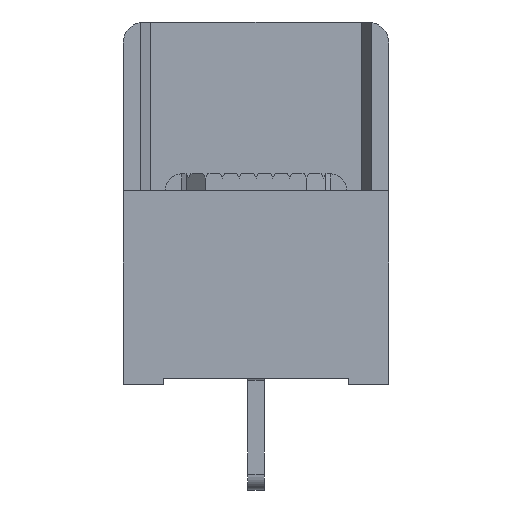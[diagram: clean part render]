
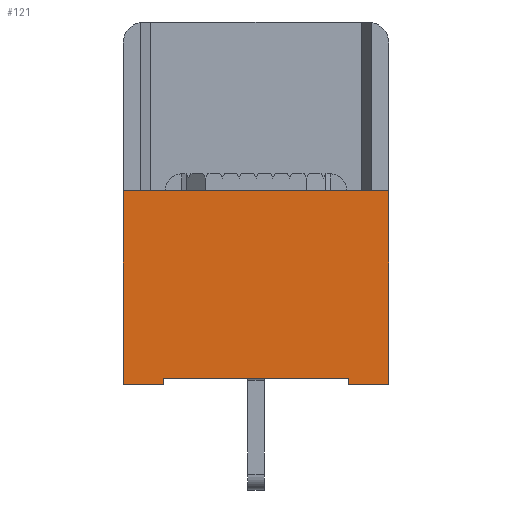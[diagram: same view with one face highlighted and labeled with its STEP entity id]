
A CAD part, front view. The second image highlights one B-rep face of the part: STEP entity #121.
In plain terms, the highlighted planar face has unit normal (0, -1, 0).
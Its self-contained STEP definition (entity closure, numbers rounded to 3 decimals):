
#121 = ADVANCED_FACE( '', ( #1048 ), #1049, .F. );
#1048 = FACE_OUTER_BOUND( '', #2942, .T. );
#1049 = PLANE( '', #2943 );
#2942 = EDGE_LOOP( '', ( #5668, #5669, #5670, #5671, #5672, #5673, #5674, #5675 ) );
#2943 = AXIS2_PLACEMENT_3D( '', #5676, #5677, #5678 );
#5668 = ORIENTED_EDGE( '', *, *, #12541, .T. );
#5669 = ORIENTED_EDGE( '', *, *, #12542, .F. );
#5670 = ORIENTED_EDGE( '', *, *, #12543, .F. );
#5671 = ORIENTED_EDGE( '', *, *, #12544, .F. );
#5672 = ORIENTED_EDGE( '', *, *, #12545, .F. );
#5673 = ORIENTED_EDGE( '', *, *, #12546, .F. );
#5674 = ORIENTED_EDGE( '', *, *, #12547, .F. );
#5675 = ORIENTED_EDGE( '', *, *, #12239, .F. );
#5676 = CARTESIAN_POINT( '', ( 5.3, -6.5, 16.2 ) );
#5677 = DIRECTION( '', ( 0., 1., 0. ) );
#5678 = DIRECTION( '', ( 0., 0., 1. ) );
#12239 = EDGE_CURVE( '', #14682, #14684, #14685, .T. );
#12541 = EDGE_CURVE( '', #14682, #15217, #15218, .T. );
#12542 = EDGE_CURVE( '', #15219, #15217, #15220, .T. );
#12543 = EDGE_CURVE( '', #15221, #15219, #15222, .T. );
#12544 = EDGE_CURVE( '', #15223, #15221, #15224, .T. );
#12545 = EDGE_CURVE( '', #15225, #15223, #15226, .T. );
#12546 = EDGE_CURVE( '', #15227, #15225, #15228, .T. );
#12547 = EDGE_CURVE( '', #14684, #15227, #15229, .T. );
#14682 = VERTEX_POINT( '', #18674 );
#14684 = VERTEX_POINT( '', #18677 );
#14685 = LINE( '', #18678, #18679 );
#15217 = VERTEX_POINT( '', #19639 );
#15218 = LINE( '', #19640, #19641 );
#15219 = VERTEX_POINT( '', #19642 );
#15220 = LINE( '', #19643, #19644 );
#15221 = VERTEX_POINT( '', #19645 );
#15222 = LINE( '', #19646, #19647 );
#15223 = VERTEX_POINT( '', #19648 );
#15224 = LINE( '', #19649, #19650 );
#15225 = VERTEX_POINT( '', #19651 );
#15226 = LINE( '', #19652, #19653 );
#15227 = VERTEX_POINT( '', #19654 );
#15228 = LINE( '', #19655, #19656 );
#15229 = LINE( '', #19657, #19658 );
#18674 = CARTESIAN_POINT( '', ( 6.3, -6.5, 9.2 ) );
#18677 = CARTESIAN_POINT( '', ( 6.3, -6.5, 0. ) );
#18678 = CARTESIAN_POINT( '', ( 6.3, -6.5, 16.2 ) );
#18679 = VECTOR( '', #25265, 1000. );
#19639 = CARTESIAN_POINT( '', ( -6.3, -6.5, 9.2 ) );
#19640 = CARTESIAN_POINT( '', ( 5.491, -6.5, 9.2 ) );
#19641 = VECTOR( '', #25632, 1000. );
#19642 = CARTESIAN_POINT( '', ( -6.3, -6.5, 0. ) );
#19643 = CARTESIAN_POINT( '', ( -6.3, -6.5, 16.2 ) );
#19644 = VECTOR( '', #25633, 1000. );
#19645 = CARTESIAN_POINT( '', ( -4.4, -6.5, 0. ) );
#19646 = CARTESIAN_POINT( '', ( -6.3, -6.5, 0. ) );
#19647 = VECTOR( '', #25634, 1000. );
#19648 = CARTESIAN_POINT( '', ( -4.4, -6.5, 0.3 ) );
#19649 = CARTESIAN_POINT( '', ( -4.4, -6.5, 0. ) );
#19650 = VECTOR( '', #25635, 1000. );
#19651 = CARTESIAN_POINT( '', ( 4.4, -6.5, 0.3 ) );
#19652 = CARTESIAN_POINT( '', ( -4.4, -6.5, 0.3 ) );
#19653 = VECTOR( '', #25636, 1000. );
#19654 = CARTESIAN_POINT( '', ( 4.4, -6.5, 0. ) );
#19655 = CARTESIAN_POINT( '', ( 4.4, -6.5, 0.3 ) );
#19656 = VECTOR( '', #25637, 1000. );
#19657 = CARTESIAN_POINT( '', ( 4.4, -6.5, 0. ) );
#19658 = VECTOR( '', #25638, 1000. );
#25265 = DIRECTION( '', ( 0., 0., -1. ) );
#25632 = DIRECTION( '', ( -1., 0., 0. ) );
#25633 = DIRECTION( '', ( 0., 0., 1. ) );
#25634 = DIRECTION( '', ( -1., 0., 0. ) );
#25635 = DIRECTION( '', ( 0., 0., -1. ) );
#25636 = DIRECTION( '', ( -1., 0., 0. ) );
#25637 = DIRECTION( '', ( 0., 0., 1. ) );
#25638 = DIRECTION( '', ( -1., 0., 0. ) );
